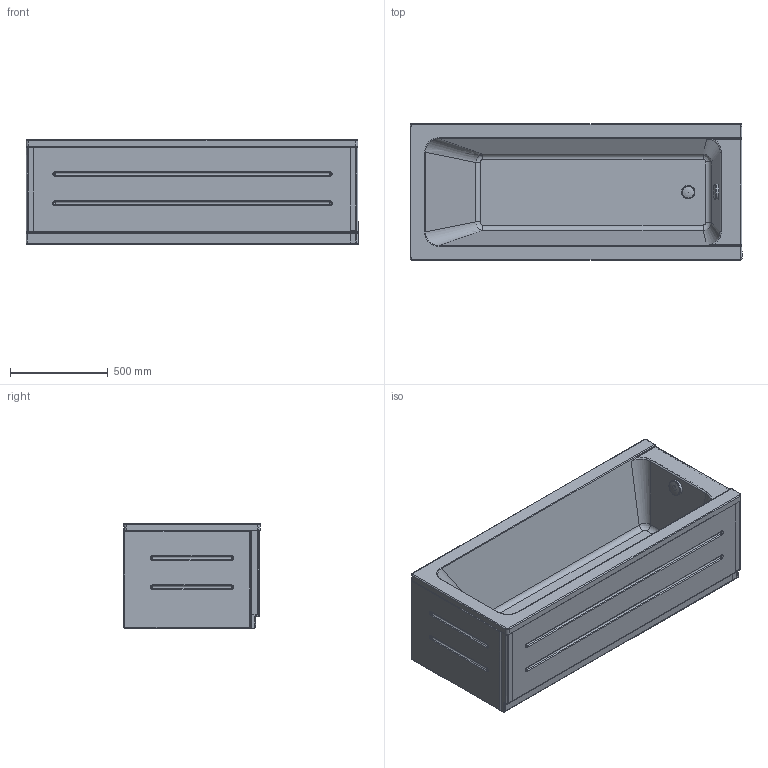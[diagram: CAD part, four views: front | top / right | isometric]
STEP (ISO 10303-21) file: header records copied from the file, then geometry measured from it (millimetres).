
FILE_DESCRIPTION((''),'2;1');
FILE_NAME('700098_1.stp','2010-12-11T19:38:02',('Andreas'),(''),'Autodesk Inventor 2009','Autodesk Inventor 2009','');
FILE_SCHEMA(('AUTOMOTIVE_DESIGN { 1 0 10303 214 1 1 1 1 }'));
Length unit declared in the file: millimetre
Products named in the file (9): 700098_1; Panel_700_Links; Panel_1700; Panel_700_Rechts; 700098; Verschluss_Ueberlauf; Stopfen; Kelch
Assembly tree (8 placements, depth 3):
  700098_1
    Panel_700_Links
    Panel_1700
    Panel_700_Rechts
    700098
      700098
      Verschluss_Ueberlauf
      Stopfen
      Kelch
Bounding box: 1700.23 x 700.79 x 536.31 mm (x, y, z)
Volume: 47048778 mm3; surface area: 8438221.7 mm2
Topology: 8 solids, 8 shells, 315 faces, 765 edges, 452 vertices
Faces by surface type: cylinder 114, plane 110, bspline 49, torus 28, sphere 11, cone 3
Full cylindrical faces by diameter (mm): 20 x1, 25 x1, 42 x1, 44 x1, 52 x1, 60 x1, 75 x1, 79 x1, 79.999 x1
Entity records: 16373 total; most frequent: CARTESIAN_POINT 9193, DIRECTION 1473, ORIENTED_EDGE 1404, EDGE_CURVE 702, AXIS2_PLACEMENT_3D 552, VERTEX_POINT 435, VECTOR 369, LINE 369
